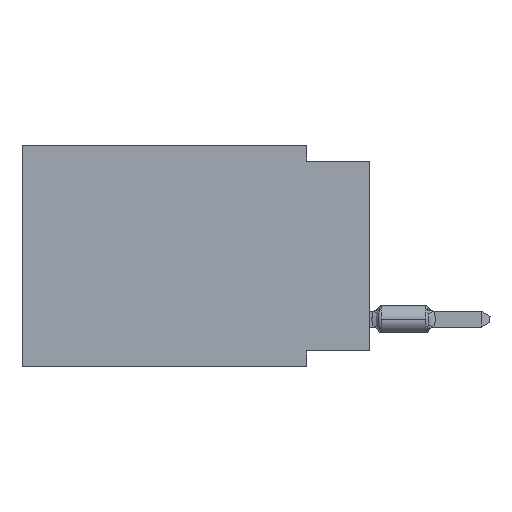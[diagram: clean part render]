
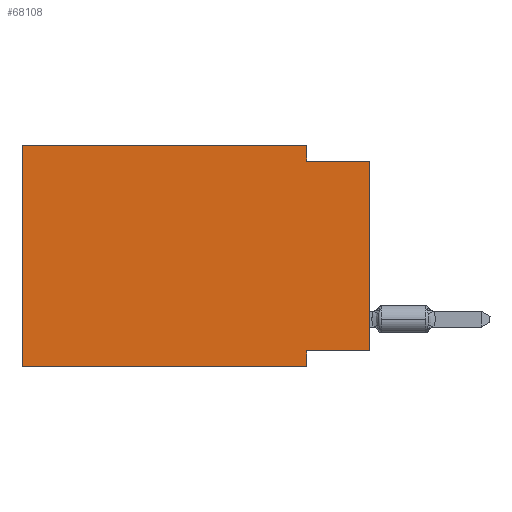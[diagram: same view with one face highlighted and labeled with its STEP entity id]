
A CAD part, left-side view. The second image highlights one B-rep face of the part: STEP entity #68108.
In plain terms, the highlighted planar face has unit normal (-1, 0, 0).
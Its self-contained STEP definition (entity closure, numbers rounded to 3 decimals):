
#131 = ORIENTED_EDGE ( 'NONE', *, *, #55067, .T. ) ;
#1165 = CARTESIAN_POINT ( 'NONE',  ( 0., 2.54, -8.89 ) ) ;
#2213 = EDGE_CURVE ( 'NONE', #73333, #14577, #111241, .T. ) ;
#2600 = VERTEX_POINT ( 'NONE', #108582 ) ;
#4356 = EDGE_CURVE ( 'NONE', #36512, #2600, #78556, .T. ) ;
#6970 = ORIENTED_EDGE ( 'NONE', *, *, #46511, .F. ) ;
#7521 = CARTESIAN_POINT ( 'NONE',  ( 0., 0., 0. ) ) ;
#9377 = AXIS2_PLACEMENT_3D ( 'NONE', #50623, #57971, #41030 ) ;
#10457 = CARTESIAN_POINT ( 'NONE',  ( 0., 13.97, 0. ) ) ;
#11516 = LINE ( 'NONE', #28440, #24798 ) ;
#14577 = VERTEX_POINT ( 'NONE', #58251 ) ;
#14935 = CARTESIAN_POINT ( 'NONE',  ( 0., 0., -8.255 ) ) ;
#15144 = VECTOR ( 'NONE', #68293, 1000. ) ;
#17806 = DIRECTION ( 'NONE',  ( 0., 0., 1. ) ) ;
#22843 = CARTESIAN_POINT ( 'NONE',  ( 0., 13.97, -8.89 ) ) ;
#24061 = PLANE ( 'NONE',  #9377 ) ;
#24798 = VECTOR ( 'NONE', #88378, 1000. ) ;
#25999 = DIRECTION ( 'NONE',  ( 0., 0., -1. ) ) ;
#28440 = CARTESIAN_POINT ( 'NONE',  ( 0., 0., -0.635 ) ) ;
#34604 = ORIENTED_EDGE ( 'NONE', *, *, #2213, .F. ) ;
#35290 = CARTESIAN_POINT ( 'NONE',  ( 0., 0., -8.255 ) ) ;
#36512 = VERTEX_POINT ( 'NONE', #55275 ) ;
#37917 = ORIENTED_EDGE ( 'NONE', *, *, #97485, .F. ) ;
#39133 = VERTEX_POINT ( 'NONE', #107134 ) ;
#39928 = CARTESIAN_POINT ( 'NONE',  ( 0., 2.54, 0. ) ) ;
#40461 = FACE_OUTER_BOUND ( 'NONE', #73796, .T. ) ;
#40497 = LINE ( 'NONE', #39928, #76391 ) ;
#41030 = DIRECTION ( 'NONE',  ( 0., 0., -1. ) ) ;
#41956 = DIRECTION ( 'NONE',  ( 0., 0., 1. ) ) ;
#43190 = VERTEX_POINT ( 'NONE', #107527 ) ;
#46511 = EDGE_CURVE ( 'NONE', #84782, #36512, #71422, .T. ) ;
#48851 = LINE ( 'NONE', #22843, #93572 ) ;
#50443 = EDGE_CURVE ( 'NONE', #84782, #103175, #84924, .T. ) ;
#50547 = CARTESIAN_POINT ( 'NONE',  ( 0., 0., -0.635 ) ) ;
#50623 = CARTESIAN_POINT ( 'NONE',  ( 0., 13.97, 0. ) ) ;
#53325 = VECTOR ( 'NONE', #25999, 1000. ) ;
#54683 = ORIENTED_EDGE ( 'NONE', *, *, #50443, .T. ) ;
#55067 = EDGE_CURVE ( 'NONE', #39133, #2600, #48851, .T. ) ;
#55275 = CARTESIAN_POINT ( 'NONE',  ( 0., 2.54, -8.255 ) ) ;
#57971 = DIRECTION ( 'NONE',  ( 1., 0., 0. ) ) ;
#58251 = CARTESIAN_POINT ( 'NONE',  ( 0., 2.54, 0. ) ) ;
#61992 = EDGE_CURVE ( 'NONE', #39133, #73333, #87305, .T. ) ;
#68108 = ADVANCED_FACE ( 'NONE', ( #40461 ), #24061, .F. ) ;
#68293 = DIRECTION ( 'NONE',  ( 0., -1., 0. ) ) ;
#69203 = DIRECTION ( 'NONE',  ( 0., 1., 0. ) ) ;
#71422 = LINE ( 'NONE', #35290, #90394 ) ;
#73333 = VERTEX_POINT ( 'NONE', #89442 ) ;
#73796 = EDGE_LOOP ( 'NONE', ( #54683, #100723, #37917, #34604, #77985, #131, #104003, #6970 ) ) ;
#76145 = EDGE_CURVE ( 'NONE', #43190, #103175, #11516, .T. ) ;
#76391 = VECTOR ( 'NONE', #102086, 1000. ) ;
#77985 = ORIENTED_EDGE ( 'NONE', *, *, #61992, .F. ) ;
#78556 = LINE ( 'NONE', #1165, #53325 ) ;
#84782 = VERTEX_POINT ( 'NONE', #14935 ) ;
#84924 = LINE ( 'NONE', #7521, #103424 ) ;
#87305 = LINE ( 'NONE', #10457, #105139 ) ;
#88378 = DIRECTION ( 'NONE',  ( 0., -1., 0. ) ) ;
#89442 = CARTESIAN_POINT ( 'NONE',  ( 0., 13.97, 0. ) ) ;
#90394 = VECTOR ( 'NONE', #69203, 1000. ) ;
#93572 = VECTOR ( 'NONE', #99719, 1000. ) ;
#97485 = EDGE_CURVE ( 'NONE', #14577, #43190, #40497, .T. ) ;
#99719 = DIRECTION ( 'NONE',  ( 0., -1., 0. ) ) ;
#100723 = ORIENTED_EDGE ( 'NONE', *, *, #76145, .F. ) ;
#102086 = DIRECTION ( 'NONE',  ( 0., 0., -1. ) ) ;
#103175 = VERTEX_POINT ( 'NONE', #50547 ) ;
#103310 = CARTESIAN_POINT ( 'NONE',  ( 0., 13.97, 0. ) ) ;
#103424 = VECTOR ( 'NONE', #41956, 1000. ) ;
#104003 = ORIENTED_EDGE ( 'NONE', *, *, #4356, .F. ) ;
#105139 = VECTOR ( 'NONE', #17806, 1000. ) ;
#107134 = CARTESIAN_POINT ( 'NONE',  ( 0., 13.97, -8.89 ) ) ;
#107527 = CARTESIAN_POINT ( 'NONE',  ( 0., 2.54, -0.635 ) ) ;
#108582 = CARTESIAN_POINT ( 'NONE',  ( 0., 2.54, -8.89 ) ) ;
#111241 = LINE ( 'NONE', #103310, #15144 ) ;
